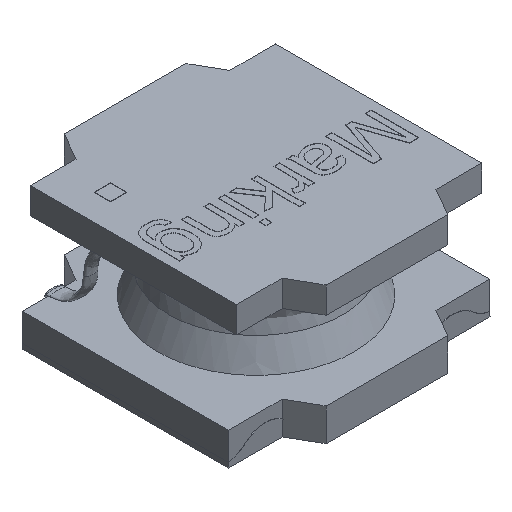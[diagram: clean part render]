
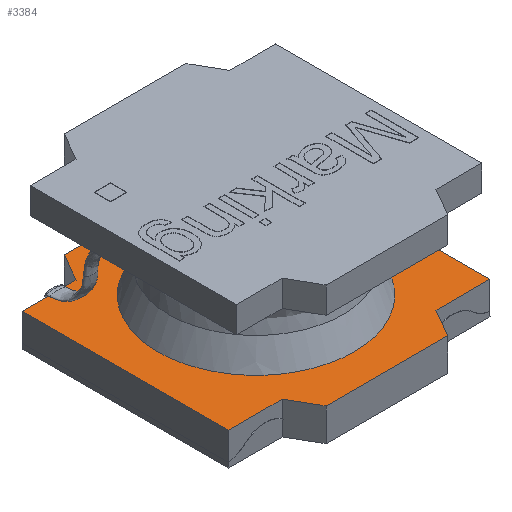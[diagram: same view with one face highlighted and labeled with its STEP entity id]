
A CAD part, isometric view. The second image highlights one B-rep face of the part: STEP entity #3384.
In plain terms, the highlighted planar face has unit normal (0, 0, 1).
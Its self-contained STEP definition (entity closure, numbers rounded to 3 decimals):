
#265=LINE('',#6251,#520);
#267=LINE('',#6260,#522);
#269=LINE('',#6264,#524);
#273=LINE('',#6273,#528);
#278=LINE('',#6289,#533);
#281=LINE('',#6298,#536);
#305=LINE('',#6359,#560);
#308=LINE('',#6363,#563);
#309=LINE('',#6365,#564);
#310=LINE('',#6366,#565);
#311=LINE('',#6367,#566);
#312=LINE('',#6368,#567);
#520=VECTOR('',#3920,1000.);
#522=VECTOR('',#3928,1000.);
#524=VECTOR('',#3932,1000.);
#528=VECTOR('',#3938,1000.);
#533=VECTOR('',#3949,1000.);
#536=VECTOR('',#3956,1000.);
#560=VECTOR('',#4018,1000.);
#563=VECTOR('',#4023,1000.);
#564=VECTOR('',#4026,1000.);
#565=VECTOR('',#4027,1000.);
#566=VECTOR('',#4028,1000.);
#567=VECTOR('',#4029,1000.);
#664=PLANE('',#3521);
#1258=ORIENTED_EDGE('',*,*,#1580,.T.);
#1259=ORIENTED_EDGE('',*,*,#1594,.F.);
#1260=ORIENTED_EDGE('',*,*,#1648,.F.);
#1261=ORIENTED_EDGE('',*,*,#1596,.F.);
#1262=ORIENTED_EDGE('',*,*,#1649,.F.);
#1263=ORIENTED_EDGE('',*,*,#1607,.F.);
#1264=ORIENTED_EDGE('',*,*,#1647,.F.);
#1265=ORIENTED_EDGE('',*,*,#1611,.F.);
#1266=ORIENTED_EDGE('',*,*,#1650,.F.);
#1267=ORIENTED_EDGE('',*,*,#1600,.F.);
#1268=ORIENTED_EDGE('',*,*,#1651,.F.);
#1269=ORIENTED_EDGE('',*,*,#1590,.F.);
#1270=ORIENTED_EDGE('',*,*,#1644,.F.);
#1580=EDGE_CURVE('',#1834,#1834,#1930,.T.);
#1590=EDGE_CURVE('',#1844,#1841,#265,.T.);
#1594=EDGE_CURVE('',#1848,#1849,#267,.T.);
#1596=EDGE_CURVE('',#1850,#1851,#269,.T.);
#1600=EDGE_CURVE('',#1854,#1855,#273,.T.);
#1607=EDGE_CURVE('',#1861,#1862,#278,.T.);
#1611=EDGE_CURVE('',#1865,#1866,#281,.T.);
#1644=EDGE_CURVE('',#1849,#1844,#305,.T.);
#1647=EDGE_CURVE('',#1866,#1861,#308,.T.);
#1648=EDGE_CURVE('',#1851,#1848,#309,.T.);
#1649=EDGE_CURVE('',#1862,#1850,#310,.T.);
#1650=EDGE_CURVE('',#1855,#1865,#311,.T.);
#1651=EDGE_CURVE('',#1841,#1854,#312,.T.);
#1834=VERTEX_POINT('',#6025);
#1841=VERTEX_POINT('',#6244);
#1844=VERTEX_POINT('',#6250);
#1848=VERTEX_POINT('',#6259);
#1849=VERTEX_POINT('',#6261);
#1850=VERTEX_POINT('',#6265);
#1851=VERTEX_POINT('',#6266);
#1854=VERTEX_POINT('',#6274);
#1855=VERTEX_POINT('',#6275);
#1861=VERTEX_POINT('',#6288);
#1862=VERTEX_POINT('',#6290);
#1865=VERTEX_POINT('',#6297);
#1866=VERTEX_POINT('',#6299);
#1930=B_SPLINE_CURVE_WITH_KNOTS('',3,(#6006,#6007,#6008,#6009,#6010,#6011,
#6012,#6013,#6014,#6015,#6016,#6017,#6018,#6019,#6020,#6021,#6022,#6023,
#6024),.UNSPECIFIED.,.T.,.F.,(1,1,1,1,1,1,1,1,1,1,1,1,1,1,1,1,1,1,1,1,1,
1,1),(-0.191,-0.128,-0.066,0.,0.059,
0.122,0.184,0.247,0.309,0.372,
0.434,0.497,0.559,0.622,
0.684,0.747,0.809,0.872,
0.934,1.,1.059,1.122,1.184),.UNSPECIFIED.);
#2089=EDGE_LOOP('',(#1258));
#2090=EDGE_LOOP('',(#1259,#1260,#1261,#1262,#1263,#1264,#1265,#1266,#1267,
#1268,#1269,#1270));
#2256=FACE_BOUND('',#2089,.T.);
#2257=FACE_BOUND('',#2090,.T.);
#3384=ADVANCED_FACE('',(#2256,#2257),#664,.F.);
#3521=AXIS2_PLACEMENT_3D('',#6364,#4024,#4025);
#3920=DIRECTION('',(0.,-1.,0.));
#3928=DIRECTION('',(0.,1.,0.));
#3932=DIRECTION('',(0.,1.,0.));
#3938=DIRECTION('',(0.,-1.,0.));
#3949=DIRECTION('',(0.,1.,0.));
#3956=DIRECTION('',(0.,-1.,0.));
#4018=DIRECTION('',(1.,0.,0.));
#4023=DIRECTION('',(-1.,0.,0.));
#4024=DIRECTION('',(0.,0.,-1.));
#4025=DIRECTION('',(-1.,0.,0.));
#4026=DIRECTION('',(0.866,0.5,0.));
#4027=DIRECTION('',(-0.866,0.5,0.));
#4028=DIRECTION('',(-0.866,-0.5,0.));
#4029=DIRECTION('',(0.866,-0.5,0.));
#6006=CARTESIAN_POINT('',(2.825,1.22,-1.2));
#6007=CARTESIAN_POINT('',(3.081,0.039,-1.2));
#6008=CARTESIAN_POINT('',(2.852,-1.133,-1.2));
#6009=CARTESIAN_POINT('',(2.221,-2.134,-1.2));
#6010=CARTESIAN_POINT('',(1.237,-2.813,-1.2));
#6011=CARTESIAN_POINT('',(0.062,-3.08,-1.2));
#6012=CARTESIAN_POINT('',(-1.114,-2.863,-1.2));
#6013=CARTESIAN_POINT('',(-2.134,-2.222,-1.2));
#6014=CARTESIAN_POINT('',(-2.813,-1.237,-1.2));
#6015=CARTESIAN_POINT('',(-3.08,-0.062,-1.2));
#6016=CARTESIAN_POINT('',(-2.863,1.114,-1.2));
#6017=CARTESIAN_POINT('',(-2.222,2.134,-1.2));
#6018=CARTESIAN_POINT('',(-1.237,2.813,-1.2));
#6019=CARTESIAN_POINT('',(-0.062,3.08,-1.2));
#6020=CARTESIAN_POINT('',(1.114,2.863,-1.2));
#6021=CARTESIAN_POINT('',(2.134,2.222,-1.2));
#6022=CARTESIAN_POINT('',(2.825,1.22,-1.2));
#6023=CARTESIAN_POINT('',(3.081,0.039,-1.2));
#6024=CARTESIAN_POINT('',(2.852,-1.133,-1.2));
#6025=CARTESIAN_POINT('',(3.,0.,-1.2));
#6244=CARTESIAN_POINT('',(3.15,2.35,-1.2));
#6250=CARTESIAN_POINT('',(3.15,4.,-1.2));
#6251=CARTESIAN_POINT('',(3.15,4.,-1.2));
#6259=CARTESIAN_POINT('',(-3.15,2.35,-1.2));
#6260=CARTESIAN_POINT('',(-3.15,2.35,-1.2));
#6261=CARTESIAN_POINT('',(-3.15,4.,-1.2));
#6264=CARTESIAN_POINT('',(-4.,-1.859,-1.2));
#6265=CARTESIAN_POINT('',(-4.,-1.859,-1.2));
#6266=CARTESIAN_POINT('',(-4.,1.859,-1.2));
#6273=CARTESIAN_POINT('',(4.,1.859,-1.2));
#6274=CARTESIAN_POINT('',(4.,1.859,-1.2));
#6275=CARTESIAN_POINT('',(4.,-1.859,-1.2));
#6288=CARTESIAN_POINT('',(-3.15,-4.,-1.2));
#6289=CARTESIAN_POINT('',(-3.15,-4.,-1.2));
#6290=CARTESIAN_POINT('',(-3.15,-2.35,-1.2));
#6297=CARTESIAN_POINT('',(3.15,-2.35,-1.2));
#6298=CARTESIAN_POINT('',(3.15,-2.35,-1.2));
#6299=CARTESIAN_POINT('',(3.15,-4.,-1.2));
#6359=CARTESIAN_POINT('',(-3.15,4.,-1.2));
#6363=CARTESIAN_POINT('',(3.15,-4.,-1.2));
#6364=CARTESIAN_POINT('',(0.,0.,-1.2));
#6365=CARTESIAN_POINT('',(-4.,1.859,-1.2));
#6366=CARTESIAN_POINT('',(-3.15,-2.35,-1.2));
#6367=CARTESIAN_POINT('',(4.,-1.859,-1.2));
#6368=CARTESIAN_POINT('',(3.15,2.35,-1.2));
